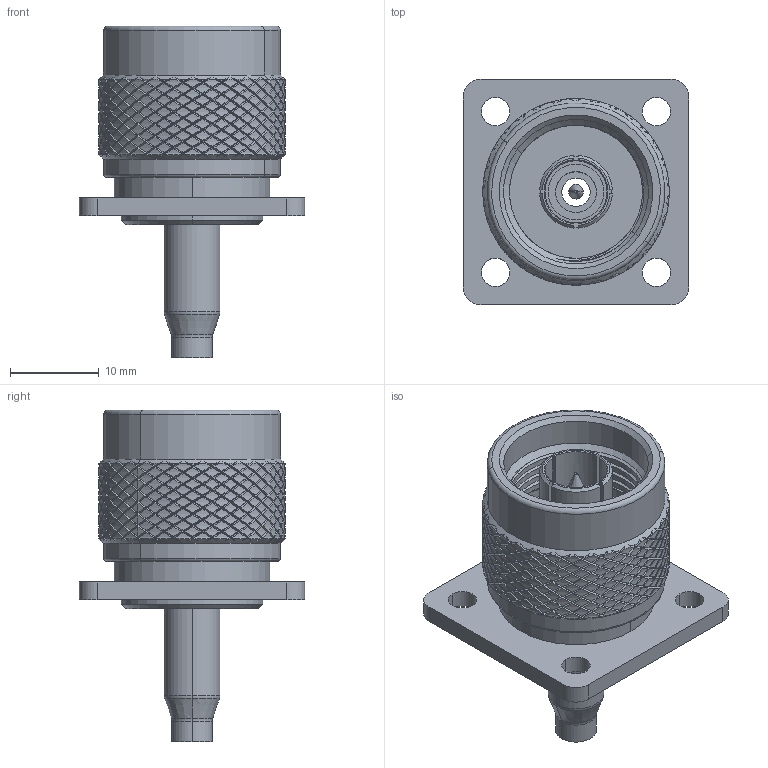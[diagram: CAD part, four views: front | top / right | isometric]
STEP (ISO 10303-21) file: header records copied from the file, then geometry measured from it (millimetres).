
FILE_DESCRIPTION (( 'STEP AP214' ), '1' );
FILE_NAME ('25-322-B3-AD.STEP', '2025-02-27T11:50:39', ( '' ), ( '' ), 'SwSTEP 2.0', 'SolidWorks 2024', '' );
FILE_SCHEMA (( 'AUTOMOTIVE_DESIGN' ));
Products named in the file (1): 25-322-B3-AD
Bounding box: 25.4 x 25.4 x 37.35 mm (x, y, z)
Surface area: 4693.1 mm2 (no closed solid volume)
Topology: 0 solids, 9 shells, 2224 faces, 4732 edges, 2495 vertices
Faces by surface type: bspline 1681, cylinder 487, cone 24, plane 22, torus 8, sphere 2
Entity records: 110707 total; most frequent: CARTESIAN_POINT 82815, ORIENTED_EDGE 9351, EDGE_CURVE 4732, VERTEX_POINT 2495, EDGE_LOOP 2238, ADVANCED_FACE 2224, FACE_OUTER_BOUND 2224, DIRECTION 1719
